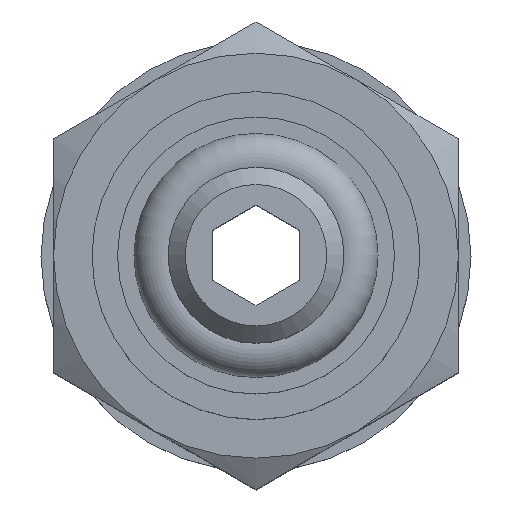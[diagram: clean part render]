
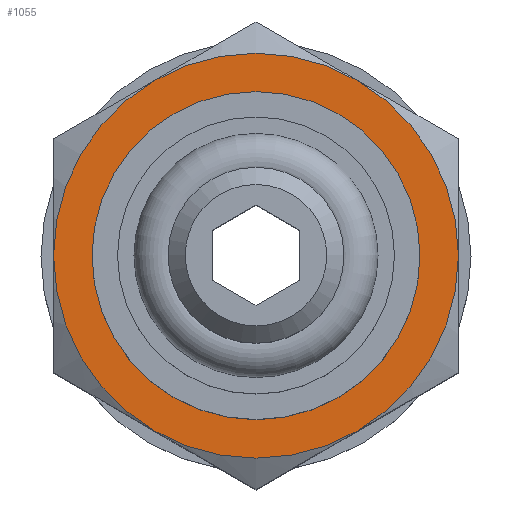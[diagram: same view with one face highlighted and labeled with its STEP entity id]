
A CAD part, top view. The second image highlights one B-rep face of the part: STEP entity #1055.
In plain terms, the highlighted planar face has unit normal (0, 0, 1).
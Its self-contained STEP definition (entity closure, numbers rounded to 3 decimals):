
#82=PLANE('',#1147);
#132=CIRCLE('',#1136,4.5);
#133=CIRCLE('',#1138,5.555);
#134=CIRCLE('',#1140,5.555);
#135=CIRCLE('',#1142,5.555);
#136=CIRCLE('',#1144,5.555);
#137=CIRCLE('',#1146,5.555);
#138=CIRCLE('',#1148,5.555);
#275=ORIENTED_EDGE('',*,*,#381,.F.);
#276=ORIENTED_EDGE('',*,*,#382,.T.);
#277=ORIENTED_EDGE('',*,*,#386,.T.);
#278=ORIENTED_EDGE('',*,*,#385,.T.);
#279=ORIENTED_EDGE('',*,*,#384,.T.);
#280=ORIENTED_EDGE('',*,*,#387,.T.);
#281=ORIENTED_EDGE('',*,*,#383,.T.);
#381=EDGE_CURVE('',#454,#454,#132,.T.);
#382=EDGE_CURVE('',#436,#434,#133,.T.);
#383=EDGE_CURVE('',#438,#436,#134,.T.);
#384=EDGE_CURVE('',#430,#428,#135,.T.);
#385=EDGE_CURVE('',#432,#430,#136,.T.);
#386=EDGE_CURVE('',#434,#432,#137,.T.);
#387=EDGE_CURVE('',#428,#438,#138,.T.);
#428=VERTEX_POINT('',#1496);
#430=VERTEX_POINT('',#1508);
#432=VERTEX_POINT('',#1520);
#434=VERTEX_POINT('',#1532);
#436=VERTEX_POINT('',#1544);
#438=VERTEX_POINT('',#1556);
#454=VERTEX_POINT('',#1602);
#548=EDGE_LOOP('',(#275));
#549=EDGE_LOOP('',(#276,#277,#278,#279,#280,#281));
#626=FACE_BOUND('',#548,.T.);
#627=FACE_BOUND('',#549,.T.);
#1055=ADVANCED_FACE('',(#626,#627),#82,.F.);
#1136=AXIS2_PLACEMENT_3D('',#1601,#1312,#1313);
#1138=AXIS2_PLACEMENT_3D('',#1604,#1316,#1317);
#1140=AXIS2_PLACEMENT_3D('',#1606,#1320,#1321);
#1142=AXIS2_PLACEMENT_3D('',#1608,#1324,#1325);
#1144=AXIS2_PLACEMENT_3D('',#1610,#1328,#1329);
#1146=AXIS2_PLACEMENT_3D('',#1612,#1332,#1333);
#1147=AXIS2_PLACEMENT_3D('',#1613,#1334,#1335);
#1148=AXIS2_PLACEMENT_3D('',#1614,#1336,#1337);
#1312=DIRECTION('',(0.,0.,1.));
#1313=DIRECTION('',(1.,0.,0.));
#1316=DIRECTION('',(0.,0.,1.));
#1317=DIRECTION('',(1.,0.,0.));
#1320=DIRECTION('',(0.,0.,1.));
#1321=DIRECTION('',(1.,0.,0.));
#1324=DIRECTION('',(0.,0.,1.));
#1325=DIRECTION('',(1.,0.,0.));
#1328=DIRECTION('',(0.,0.,1.));
#1329=DIRECTION('',(1.,0.,0.));
#1332=DIRECTION('',(0.,0.,1.));
#1333=DIRECTION('',(1.,0.,0.));
#1334=DIRECTION('',(0.,0.,-1.));
#1335=DIRECTION('',(-1.,0.,0.));
#1336=DIRECTION('',(0.,0.,1.));
#1337=DIRECTION('',(1.,0.,0.));
#1496=CARTESIAN_POINT('',(-5.555,0.,15.1));
#1508=CARTESIAN_POINT('',(-2.778,4.811,15.1));
#1520=CARTESIAN_POINT('',(2.778,4.811,15.1));
#1532=CARTESIAN_POINT('',(5.555,0.,15.1));
#1544=CARTESIAN_POINT('',(2.778,-4.811,15.1));
#1556=CARTESIAN_POINT('',(-2.778,-4.811,15.1));
#1601=CARTESIAN_POINT('',(0.,0.,15.1));
#1602=CARTESIAN_POINT('',(4.5,0.,15.1));
#1604=CARTESIAN_POINT('',(0.,0.,15.1));
#1606=CARTESIAN_POINT('',(0.,0.,15.1));
#1608=CARTESIAN_POINT('',(0.,0.,15.1));
#1610=CARTESIAN_POINT('',(0.,0.,15.1));
#1612=CARTESIAN_POINT('',(0.,0.,15.1));
#1613=CARTESIAN_POINT('',(5.555,0.,15.1));
#1614=CARTESIAN_POINT('',(0.,0.,15.1));
